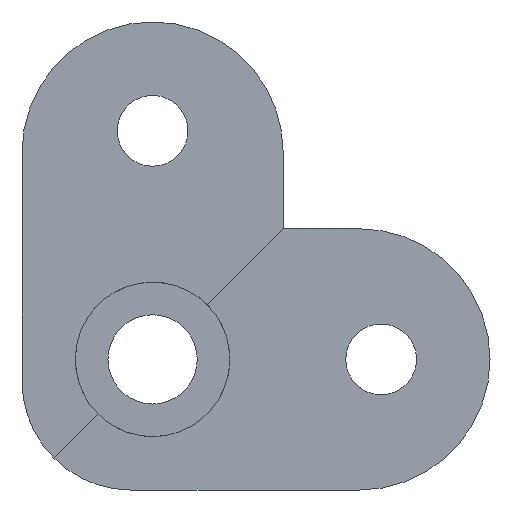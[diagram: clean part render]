
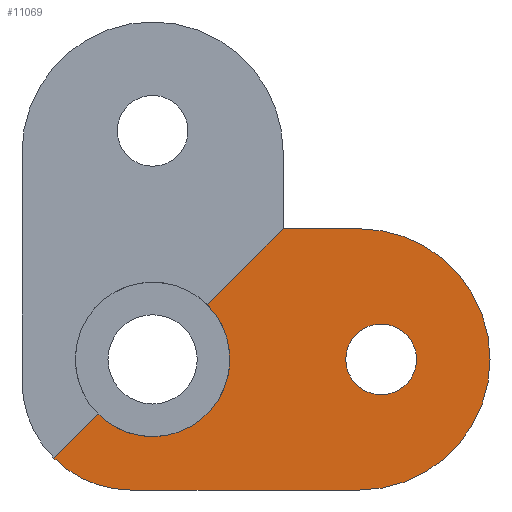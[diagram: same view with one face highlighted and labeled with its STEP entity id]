
A CAD part, front view. The second image highlights one B-rep face of the part: STEP entity #11069.
In plain terms, the highlighted planar face has unit normal (0, -1, 0).
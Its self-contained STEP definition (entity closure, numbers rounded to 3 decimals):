
#81 = VECTOR ( 'NONE', #15130, 1000. ) ;
#101 = CARTESIAN_POINT ( 'NONE',  ( -12., 0., -12. ) ) ;
#139 = CARTESIAN_POINT ( 'NONE',  ( -2., 0., -12. ) ) ;
#176 = FACE_OUTER_BOUND ( 'NONE', #8090, .T. ) ;
#489 = CARTESIAN_POINT ( 'NONE',  ( -2., 0., -2. ) ) ;
#558 = CARTESIAN_POINT ( 'NONE',  ( 19., 0., -12. ) ) ;
#658 = CARTESIAN_POINT ( 'NONE',  ( 12., 0., 12. ) ) ;
#1193 = AXIS2_PLACEMENT_3D ( 'NONE', #489, #9470, #3268 ) ;
#1662 = CARTESIAN_POINT ( 'NONE',  ( 0., 0., 0. ) ) ;
#2021 = CARTESIAN_POINT ( 'NONE',  ( 19., 0., 0. ) ) ;
#2791 = ORIENTED_EDGE ( 'NONE', *, *, #7664, .T. ) ;
#2993 = CARTESIAN_POINT ( 'NONE',  ( 0., 0., -7.1 ) ) ;
#3068 = DIRECTION ( 'NONE',  ( 0., -1., 0. ) ) ;
#3098 = VERTEX_POINT ( 'NONE', #9214 ) ;
#3116 = EDGE_CURVE ( 'NONE', #3098, #13917, #11252, .T. ) ;
#3195 = VERTEX_POINT ( 'NONE', #558 ) ;
#3268 = DIRECTION ( 'NONE',  ( 0., 0., -1. ) ) ;
#3549 = ORIENTED_EDGE ( 'NONE', *, *, #13771, .T. ) ;
#3864 = CARTESIAN_POINT ( 'NONE',  ( 31., 0., 0. ) ) ;
#3908 = AXIS2_PLACEMENT_3D ( 'NONE', #13519, #4744, #4632 ) ;
#4070 = CIRCLE ( 'NONE', #11545, 7.1 ) ;
#4432 = DIRECTION ( 'NONE',  ( 0., -1., 0. ) ) ;
#4632 = DIRECTION ( 'NONE',  ( 1., 0., 0. ) ) ;
#4744 = DIRECTION ( 'NONE',  ( 0., -1., 0. ) ) ;
#5044 = ORIENTED_EDGE ( 'NONE', *, *, #10781, .T. ) ;
#5082 = AXIS2_PLACEMENT_3D ( 'NONE', #1662, #13014, #5561 ) ;
#5188 = DIRECTION ( 'NONE',  ( -0.707, 0., -0.707 ) ) ;
#5561 = DIRECTION ( 'NONE',  ( 0., 0., -1. ) ) ;
#5604 = DIRECTION ( 'NONE',  ( 0., 0., -1. ) ) ;
#6075 = EDGE_CURVE ( 'NONE', #11104, #3195, #6731, .T. ) ;
#6166 = CARTESIAN_POINT ( 'NONE',  ( 21., 0., -3.25 ) ) ;
#6211 = DIRECTION ( 'NONE',  ( 0., -1., 0. ) ) ;
#6294 = ORIENTED_EDGE ( 'NONE', *, *, #6075, .T. ) ;
#6385 = CARTESIAN_POINT ( 'NONE',  ( -18.142, 0., -18.142 ) ) ;
#6731 = LINE ( 'NONE', #101, #81 ) ;
#6919 = ORIENTED_EDGE ( 'NONE', *, *, #12174, .T. ) ;
#7360 = CARTESIAN_POINT ( 'NONE',  ( 0., 0., 0. ) ) ;
#7409 = CIRCLE ( 'NONE', #14270, 12. ) ;
#7664 = EDGE_CURVE ( 'NONE', #10006, #12582, #8862, .T. ) ;
#7729 = DIRECTION ( 'NONE',  ( 0., 0., -1. ) ) ;
#7830 = DIRECTION ( 'NONE',  ( 0., -1., 0. ) ) ;
#7904 = AXIS2_PLACEMENT_3D ( 'NONE', #15155, #7830, #7729 ) ;
#7969 = VECTOR ( 'NONE', #14741, 1000. ) ;
#8090 = EDGE_LOOP ( 'NONE', ( #10171, #5044, #6294, #6919, #3549, #9824, #2791, #11527, #13934 ) ) ;
#8261 = VECTOR ( 'NONE', #5188, 1000. ) ;
#8333 = EDGE_CURVE ( 'NONE', #9643, #12539, #11367, .T. ) ;
#8629 = CARTESIAN_POINT ( 'NONE',  ( 12., 0., 12. ) ) ;
#8862 = LINE ( 'NONE', #6385, #8261 ) ;
#9162 = CIRCLE ( 'NONE', #7904, 12. ) ;
#9214 = CARTESIAN_POINT ( 'NONE',  ( -5.02, 0., -5.02 ) ) ;
#9348 = DIRECTION ( 'NONE',  ( 1., 0., 0. ) ) ;
#9470 = DIRECTION ( 'NONE',  ( 0., -1., 0. ) ) ;
#9643 = VERTEX_POINT ( 'NONE', #11847 ) ;
#9751 = CARTESIAN_POINT ( 'NONE',  ( -18.142, 0., -18.142 ) ) ;
#9824 = ORIENTED_EDGE ( 'NONE', *, *, #13805, .F. ) ;
#9983 = DIRECTION ( 'NONE',  ( 0., 0., -1. ) ) ;
#10006 = VERTEX_POINT ( 'NONE', #8629 ) ;
#10171 = ORIENTED_EDGE ( 'NONE', *, *, #14942, .T. ) ;
#10288 = AXIS2_PLACEMENT_3D ( 'NONE', #13136, #3068, #10633 ) ;
#10633 = DIRECTION ( 'NONE',  ( 1., 0., 0. ) ) ;
#10781 = EDGE_CURVE ( 'NONE', #15384, #11104, #13652, .T. ) ;
#11036 = EDGE_CURVE ( 'NONE', #13917, #12582, #4070, .T. ) ;
#11069 = ADVANCED_FACE ( 'NONE', ( #14997, #176 ), #14805, .T. ) ;
#11074 = CARTESIAN_POINT ( 'NONE',  ( 5.02, 0., 5.02 ) ) ;
#11104 = VERTEX_POINT ( 'NONE', #139 ) ;
#11141 = VERTEX_POINT ( 'NONE', #3864 ) ;
#11252 = CIRCLE ( 'NONE', #5082, 7.1 ) ;
#11280 = CARTESIAN_POINT ( 'NONE',  ( 19., 0., 12. ) ) ;
#11367 = CIRCLE ( 'NONE', #10288, 3.25 ) ;
#11527 = ORIENTED_EDGE ( 'NONE', *, *, #11036, .F. ) ;
#11545 = AXIS2_PLACEMENT_3D ( 'NONE', #7360, #16149, #15017 ) ;
#11847 = CARTESIAN_POINT ( 'NONE',  ( 21., 0., 3.25 ) ) ;
#11974 = ORIENTED_EDGE ( 'NONE', *, *, #13387, .F. ) ;
#12005 = EDGE_LOOP ( 'NONE', ( #12735, #11974 ) ) ;
#12069 = LINE ( 'NONE', #9751, #7969 ) ;
#12174 = EDGE_CURVE ( 'NONE', #3195, #11141, #7409, .T. ) ;
#12539 = VERTEX_POINT ( 'NONE', #6166 ) ;
#12582 = VERTEX_POINT ( 'NONE', #11074 ) ;
#12735 = ORIENTED_EDGE ( 'NONE', *, *, #8333, .F. ) ;
#12862 = CIRCLE ( 'NONE', #3908, 3.25 ) ;
#13014 = DIRECTION ( 'NONE',  ( 0., -1., 0. ) ) ;
#13136 = CARTESIAN_POINT ( 'NONE',  ( 21., 0., 0. ) ) ;
#13387 = EDGE_CURVE ( 'NONE', #12539, #9643, #12862, .T. ) ;
#13439 = VECTOR ( 'NONE', #9348, 1000. ) ;
#13519 = CARTESIAN_POINT ( 'NONE',  ( 21., 0., 0. ) ) ;
#13652 = CIRCLE ( 'NONE', #1193, 10. ) ;
#13673 = CARTESIAN_POINT ( 'NONE',  ( -18.142, 0., -18.142 ) ) ;
#13771 = EDGE_CURVE ( 'NONE', #11141, #15921, #9162, .T. ) ;
#13805 = EDGE_CURVE ( 'NONE', #10006, #15921, #15368, .T. ) ;
#13917 = VERTEX_POINT ( 'NONE', #2993 ) ;
#13934 = ORIENTED_EDGE ( 'NONE', *, *, #3116, .F. ) ;
#14270 = AXIS2_PLACEMENT_3D ( 'NONE', #2021, #4432, #5604 ) ;
#14556 = CARTESIAN_POINT ( 'NONE',  ( -9.071, 0., -9.071 ) ) ;
#14741 = DIRECTION ( 'NONE',  ( -0.707, 0., -0.707 ) ) ;
#14805 = PLANE ( 'NONE',  #15795 ) ;
#14942 = EDGE_CURVE ( 'NONE', #3098, #15384, #12069, .T. ) ;
#14997 = FACE_BOUND ( 'NONE', #12005, .T. ) ;
#15017 = DIRECTION ( 'NONE',  ( 0., 0., -1. ) ) ;
#15130 = DIRECTION ( 'NONE',  ( 1., 0., 0. ) ) ;
#15155 = CARTESIAN_POINT ( 'NONE',  ( 19., 0., 0. ) ) ;
#15368 = LINE ( 'NONE', #658, #13439 ) ;
#15384 = VERTEX_POINT ( 'NONE', #14556 ) ;
#15795 = AXIS2_PLACEMENT_3D ( 'NONE', #13673, #6211, #9983 ) ;
#15921 = VERTEX_POINT ( 'NONE', #11280 ) ;
#16149 = DIRECTION ( 'NONE',  ( 0., -1., 0. ) ) ;
